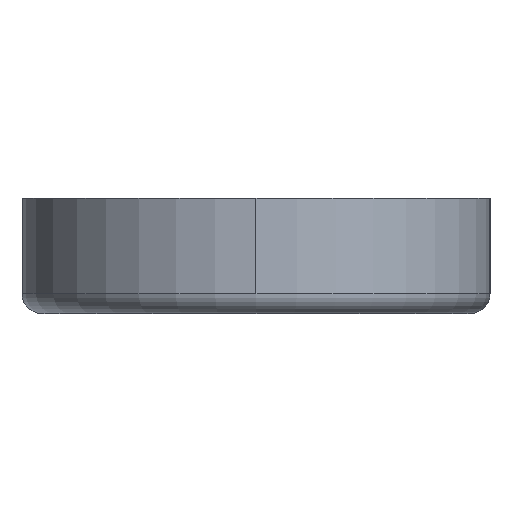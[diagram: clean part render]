
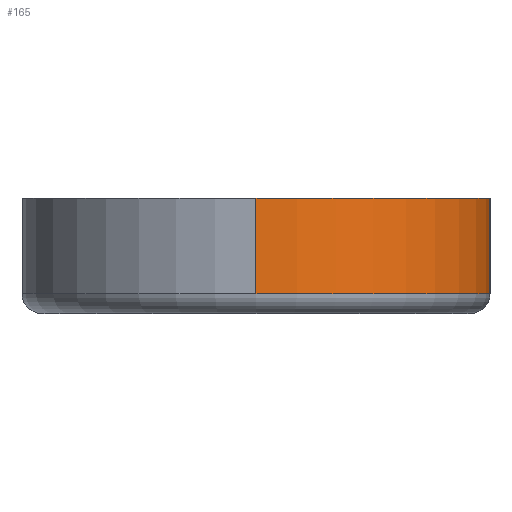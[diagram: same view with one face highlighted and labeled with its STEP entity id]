
A CAD part, left-side view. The second image highlights one B-rep face of the part: STEP entity #165.
In plain terms, the highlighted cylindrical face has radius 5.9 mm (diameter 11.8 mm), a partial arc.
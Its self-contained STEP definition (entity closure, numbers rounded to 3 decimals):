
#11 = ORIENTED_EDGE ( 'NONE', *, *, #638, .F. ) ;
#44 = EDGE_CURVE ( 'NONE', #93, #685, #381, .T. ) ;
#49 = DIRECTION ( 'NONE',  ( 1., 0., 0. ) ) ;
#57 = DIRECTION ( 'NONE',  ( 0., 0., -1. ) ) ;
#61 = VERTEX_POINT ( 'NONE', #544 ) ;
#74 = EDGE_CURVE ( 'NONE', #61, #401, #503, .T. ) ;
#77 = VECTOR ( 'NONE', #442, 1000. ) ;
#78 = CIRCLE ( 'NONE', #680, 5.9 ) ;
#93 = VERTEX_POINT ( 'NONE', #329 ) ;
#95 = CARTESIAN_POINT ( 'NONE',  ( -5.9, 0., 2.9 ) ) ;
#115 = CARTESIAN_POINT ( 'NONE',  ( 0., 0., 2.9 ) ) ;
#117 = CARTESIAN_POINT ( 'NONE',  ( -5.9, 0., 0.5 ) ) ;
#152 = CIRCLE ( 'NONE', #725, 5.9 ) ;
#154 = EDGE_LOOP ( 'NONE', ( #11, #641, #395, #598 ) ) ;
#165 = ADVANCED_FACE ( 'NONE', ( #690 ), #230, .T. ) ;
#230 = CYLINDRICAL_SURFACE ( 'NONE', #588, 5.9 ) ;
#263 = DIRECTION ( 'NONE',  ( 0., 0., 1. ) ) ;
#329 = CARTESIAN_POINT ( 'NONE',  ( -5.9, 0., 2.9 ) ) ;
#349 = DIRECTION ( 'NONE',  ( 0., 0., 1. ) ) ;
#381 = LINE ( 'NONE', #95, #77 ) ;
#394 = DIRECTION ( 'NONE',  ( -1., 0., 0. ) ) ;
#395 = ORIENTED_EDGE ( 'NONE', *, *, #443, .T. ) ;
#398 = CARTESIAN_POINT ( 'NONE',  ( 0., 0., 2.9 ) ) ;
#401 = VERTEX_POINT ( 'NONE', #706 ) ;
#442 = DIRECTION ( 'NONE',  ( 0., 0., -1. ) ) ;
#443 = EDGE_CURVE ( 'NONE', #685, #401, #78, .T. ) ;
#503 = LINE ( 'NONE', #714, #646 ) ;
#544 = CARTESIAN_POINT ( 'NONE',  ( 0., -5.9, 2.9 ) ) ;
#545 = CARTESIAN_POINT ( 'NONE',  ( 0., 0., 0.5 ) ) ;
#588 = AXIS2_PLACEMENT_3D ( 'NONE', #115, #57, #394 ) ;
#598 = ORIENTED_EDGE ( 'NONE', *, *, #74, .F. ) ;
#608 = DIRECTION ( 'NONE',  ( 0., 0., -1. ) ) ;
#638 = EDGE_CURVE ( 'NONE', #93, #61, #152, .T. ) ;
#641 = ORIENTED_EDGE ( 'NONE', *, *, #44, .T. ) ;
#646 = VECTOR ( 'NONE', #608, 1000. ) ;
#678 = DIRECTION ( 'NONE',  ( 1., 0., 0. ) ) ;
#680 = AXIS2_PLACEMENT_3D ( 'NONE', #545, #263, #49 ) ;
#685 = VERTEX_POINT ( 'NONE', #117 ) ;
#690 = FACE_OUTER_BOUND ( 'NONE', #154, .T. ) ;
#706 = CARTESIAN_POINT ( 'NONE',  ( 0., -5.9, 0.5 ) ) ;
#714 = CARTESIAN_POINT ( 'NONE',  ( 0., -5.9, 2.9 ) ) ;
#725 = AXIS2_PLACEMENT_3D ( 'NONE', #398, #349, #678 ) ;
